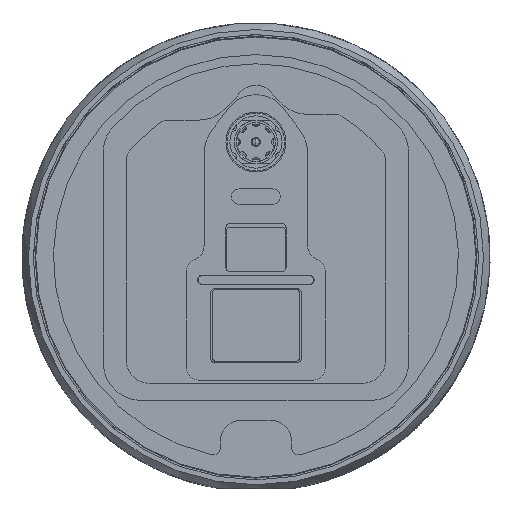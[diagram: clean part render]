
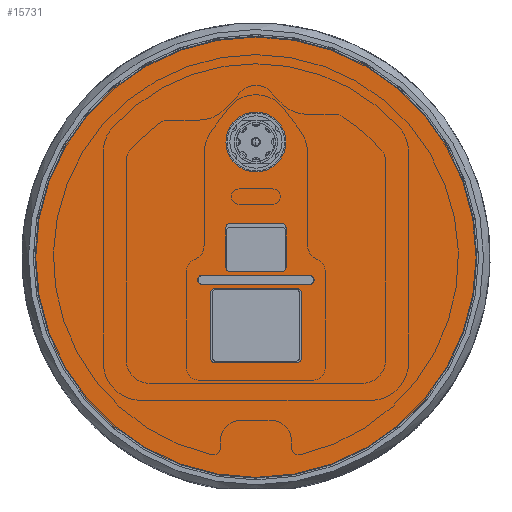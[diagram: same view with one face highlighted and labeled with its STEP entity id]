
A CAD part, top view. The second image highlights one B-rep face of the part: STEP entity #15731.
In plain terms, the highlighted planar face has unit normal (0, 0, 1).
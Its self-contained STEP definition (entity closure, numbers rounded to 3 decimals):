
#820=LINE('',#23617,#2186);
#821=LINE('',#23622,#2187);
#822=LINE('',#23628,#2188);
#823=LINE('',#23632,#2189);
#824=LINE('',#23636,#2190);
#825=LINE('',#23640,#2191);
#826=LINE('',#23644,#2192);
#827=LINE('',#23648,#2193);
#828=LINE('',#23652,#2194);
#829=LINE('',#23656,#2195);
#2186=VECTOR('',#19092,1000.);
#2187=VECTOR('',#19095,1000.);
#2188=VECTOR('',#19100,1000.);
#2189=VECTOR('',#19103,1000.);
#2190=VECTOR('',#19106,1000.);
#2191=VECTOR('',#19109,1000.);
#2192=VECTOR('',#19112,1000.);
#2193=VECTOR('',#19115,1000.);
#2194=VECTOR('',#19118,1000.);
#2195=VECTOR('',#19121,1000.);
#4470=ORIENTED_EDGE('',*,*,#8790,.F.);
#4471=ORIENTED_EDGE('',*,*,#8791,.F.);
#4472=ORIENTED_EDGE('',*,*,#8792,.F.);
#4473=ORIENTED_EDGE('',*,*,#8793,.F.);
#4474=ORIENTED_EDGE('',*,*,#8794,.F.);
#4475=ORIENTED_EDGE('',*,*,#8795,.F.);
#4476=ORIENTED_EDGE('',*,*,#8796,.F.);
#4477=ORIENTED_EDGE('',*,*,#8797,.F.);
#4478=ORIENTED_EDGE('',*,*,#8798,.F.);
#4479=ORIENTED_EDGE('',*,*,#8799,.F.);
#4480=ORIENTED_EDGE('',*,*,#8800,.F.);
#4481=ORIENTED_EDGE('',*,*,#8801,.F.);
#4482=ORIENTED_EDGE('',*,*,#8802,.F.);
#4483=ORIENTED_EDGE('',*,*,#8803,.F.);
#4484=ORIENTED_EDGE('',*,*,#8804,.F.);
#4485=ORIENTED_EDGE('',*,*,#8805,.F.);
#4486=ORIENTED_EDGE('',*,*,#8806,.F.);
#4487=ORIENTED_EDGE('',*,*,#8807,.F.);
#4488=ORIENTED_EDGE('',*,*,#8808,.F.);
#4489=ORIENTED_EDGE('',*,*,#8809,.F.);
#4490=ORIENTED_EDGE('',*,*,#8810,.F.);
#4491=ORIENTED_EDGE('',*,*,#8811,.F.);
#8790=EDGE_CURVE('',#11026,#11026,#12467,.T.);
#8791=EDGE_CURVE('',#11027,#11027,#12468,.T.);
#8792=EDGE_CURVE('',#11028,#11029,#820,.T.);
#8793=EDGE_CURVE('',#11030,#11028,#12469,.T.);
#8794=EDGE_CURVE('',#11031,#11030,#821,.T.);
#8795=EDGE_CURVE('',#11029,#11031,#12470,.T.);
#8796=EDGE_CURVE('',#11032,#11033,#12471,.T.);
#8797=EDGE_CURVE('',#11034,#11032,#822,.T.);
#8798=EDGE_CURVE('',#11035,#11034,#12472,.T.);
#8799=EDGE_CURVE('',#11036,#11035,#823,.T.);
#8800=EDGE_CURVE('',#11037,#11036,#12473,.T.);
#8801=EDGE_CURVE('',#11038,#11037,#824,.T.);
#8802=EDGE_CURVE('',#11039,#11038,#12474,.T.);
#8803=EDGE_CURVE('',#11033,#11039,#825,.T.);
#8804=EDGE_CURVE('',#11040,#11041,#12475,.T.);
#8805=EDGE_CURVE('',#11042,#11040,#826,.T.);
#8806=EDGE_CURVE('',#11043,#11042,#12476,.T.);
#8807=EDGE_CURVE('',#11044,#11043,#827,.T.);
#8808=EDGE_CURVE('',#11045,#11044,#12477,.T.);
#8809=EDGE_CURVE('',#11046,#11045,#828,.T.);
#8810=EDGE_CURVE('',#11047,#11046,#12478,.T.);
#8811=EDGE_CURVE('',#11041,#11047,#829,.T.);
#11026=VERTEX_POINT('',#23614);
#11027=VERTEX_POINT('',#23616);
#11028=VERTEX_POINT('',#23618);
#11029=VERTEX_POINT('',#23619);
#11030=VERTEX_POINT('',#23621);
#11031=VERTEX_POINT('',#23623);
#11032=VERTEX_POINT('',#23626);
#11033=VERTEX_POINT('',#23627);
#11034=VERTEX_POINT('',#23629);
#11035=VERTEX_POINT('',#23631);
#11036=VERTEX_POINT('',#23633);
#11037=VERTEX_POINT('',#23635);
#11038=VERTEX_POINT('',#23637);
#11039=VERTEX_POINT('',#23639);
#11040=VERTEX_POINT('',#23642);
#11041=VERTEX_POINT('',#23643);
#11042=VERTEX_POINT('',#23645);
#11043=VERTEX_POINT('',#23647);
#11044=VERTEX_POINT('',#23649);
#11045=VERTEX_POINT('',#23651);
#11046=VERTEX_POINT('',#23653);
#11047=VERTEX_POINT('',#23655);
#12467=CIRCLE('',#16951,28.78);
#12468=CIRCLE('',#16952,3.9);
#12469=CIRCLE('',#16953,0.6);
#12470=CIRCLE('',#16954,0.6);
#12471=CIRCLE('',#16955,0.6);
#12472=CIRCLE('',#16956,0.6);
#12473=CIRCLE('',#16957,0.6);
#12474=CIRCLE('',#16958,0.6);
#12475=CIRCLE('',#16959,0.6);
#12476=CIRCLE('',#16960,0.6);
#12477=CIRCLE('',#16961,0.6);
#12478=CIRCLE('',#16962,0.6);
#13079=EDGE_LOOP('',(#4470));
#13080=EDGE_LOOP('',(#4471));
#13081=EDGE_LOOP('',(#4472,#4473,#4474,#4475));
#13082=EDGE_LOOP('',(#4476,#4477,#4478,#4479,#4480,#4481,#4482,#4483));
#13083=EDGE_LOOP('',(#4484,#4485,#4486,#4487,#4488,#4489,#4490,#4491));
#14183=FACE_BOUND('',#13079,.T.);
#14184=FACE_BOUND('',#13080,.T.);
#14185=FACE_BOUND('',#13081,.T.);
#14186=FACE_BOUND('',#13082,.T.);
#14187=FACE_BOUND('',#13083,.T.);
#15149=PLANE('',#16950);
#15731=ADVANCED_FACE('',(#14183,#14184,#14185,#14186,#14187),#15149,.T.);
#16950=AXIS2_PLACEMENT_3D('',#23612,#19086,#19087);
#16951=AXIS2_PLACEMENT_3D('',#23613,#19088,#19089);
#16952=AXIS2_PLACEMENT_3D('',#23615,#19090,#19091);
#16953=AXIS2_PLACEMENT_3D('',#23620,#19093,#19094);
#16954=AXIS2_PLACEMENT_3D('',#23624,#19096,#19097);
#16955=AXIS2_PLACEMENT_3D('',#23625,#19098,#19099);
#16956=AXIS2_PLACEMENT_3D('',#23630,#19101,#19102);
#16957=AXIS2_PLACEMENT_3D('',#23634,#19104,#19105);
#16958=AXIS2_PLACEMENT_3D('',#23638,#19107,#19108);
#16959=AXIS2_PLACEMENT_3D('',#23641,#19110,#19111);
#16960=AXIS2_PLACEMENT_3D('',#23646,#19113,#19114);
#16961=AXIS2_PLACEMENT_3D('',#23650,#19116,#19117);
#16962=AXIS2_PLACEMENT_3D('',#23654,#19119,#19120);
#19086=DIRECTION('',(0.,0.,1.));
#19087=DIRECTION('',(1.,0.,0.));
#19088=DIRECTION('',(0.,0.,-1.));
#19089=DIRECTION('',(1.,0.,0.));
#19090=DIRECTION('',(0.,0.,1.));
#19091=DIRECTION('',(1.,0.,0.));
#19092=DIRECTION('',(-1.,0.,0.));
#19093=DIRECTION('',(0.,0.,1.));
#19094=DIRECTION('',(0.,-1.,0.));
#19095=DIRECTION('',(1.,0.,0.));
#19096=DIRECTION('',(0.,0.,1.));
#19097=DIRECTION('',(0.,1.,0.));
#19098=DIRECTION('',(0.,0.,1.));
#19099=DIRECTION('',(1.,0.,0.));
#19100=DIRECTION('',(0.,1.,0.));
#19101=DIRECTION('',(0.,0.,1.));
#19102=DIRECTION('',(0.,-1.,0.));
#19103=DIRECTION('',(1.,0.,0.));
#19104=DIRECTION('',(0.,0.,1.));
#19105=DIRECTION('',(-1.,0.,0.));
#19106=DIRECTION('',(0.,-1.,0.));
#19107=DIRECTION('',(0.,0.,1.));
#19108=DIRECTION('',(0.,1.,0.));
#19109=DIRECTION('',(-1.,0.,0.));
#19110=DIRECTION('',(0.,0.,1.));
#19111=DIRECTION('',(0.,-1.,0.));
#19112=DIRECTION('',(1.,0.,0.));
#19113=DIRECTION('',(0.,0.,1.));
#19114=DIRECTION('',(-1.,0.,0.));
#19115=DIRECTION('',(0.,-1.,0.));
#19116=DIRECTION('',(0.,0.,1.));
#19117=DIRECTION('',(0.,1.,0.));
#19118=DIRECTION('',(-1.,0.,0.));
#19119=DIRECTION('',(0.,0.,1.));
#19120=DIRECTION('',(1.,0.,0.));
#19121=DIRECTION('',(0.,1.,0.));
#23612=CARTESIAN_POINT('',(0.,0.,-0.6));
#23613=CARTESIAN_POINT('',(0.,0.,-0.6));
#23614=CARTESIAN_POINT('',(28.78,0.,-0.6));
#23615=CARTESIAN_POINT('',(0.,15.,-0.6));
#23616=CARTESIAN_POINT('',(3.9,15.,-0.6));
#23617=CARTESIAN_POINT('',(7.,-2.37,-0.6));
#23618=CARTESIAN_POINT('',(7.,-2.37,-0.6));
#23619=CARTESIAN_POINT('',(-7.,-2.37,-0.6));
#23620=CARTESIAN_POINT('',(7.,-2.97,-0.6));
#23621=CARTESIAN_POINT('',(7.,-3.57,-0.6));
#23622=CARTESIAN_POINT('',(-7.,-3.57,-0.6));
#23623=CARTESIAN_POINT('',(-7.,-3.57,-0.6));
#23624=CARTESIAN_POINT('',(-7.,-2.97,-0.6));
#23625=CARTESIAN_POINT('',(3.323,3.804,-0.6));
#23626=CARTESIAN_POINT('',(3.923,3.804,-0.6));
#23627=CARTESIAN_POINT('',(3.323,4.404,-0.6));
#23628=CARTESIAN_POINT('',(3.923,-1.304,-0.6));
#23629=CARTESIAN_POINT('',(3.923,-1.304,-0.6));
#23630=CARTESIAN_POINT('',(3.323,-1.304,-0.6));
#23631=CARTESIAN_POINT('',(3.323,-1.904,-0.6));
#23632=CARTESIAN_POINT('',(-3.323,-1.904,-0.6));
#23633=CARTESIAN_POINT('',(-3.323,-1.904,-0.6));
#23634=CARTESIAN_POINT('',(-3.323,-1.304,-0.6));
#23635=CARTESIAN_POINT('',(-3.923,-1.304,-0.6));
#23636=CARTESIAN_POINT('',(-3.923,3.804,-0.6));
#23637=CARTESIAN_POINT('',(-3.923,3.804,-0.6));
#23638=CARTESIAN_POINT('',(-3.323,3.804,-0.6));
#23639=CARTESIAN_POINT('',(-3.323,4.404,-0.6));
#23640=CARTESIAN_POINT('',(3.323,4.404,-0.6));
#23641=CARTESIAN_POINT('',(5.311,-13.185,-0.6));
#23642=CARTESIAN_POINT('',(5.311,-13.785,-0.6));
#23643=CARTESIAN_POINT('',(5.911,-13.185,-0.6));
#23644=CARTESIAN_POINT('',(-5.311,-13.785,-0.6));
#23645=CARTESIAN_POINT('',(-5.311,-13.785,-0.6));
#23646=CARTESIAN_POINT('',(-5.311,-13.185,-0.6));
#23647=CARTESIAN_POINT('',(-5.911,-13.185,-0.6));
#23648=CARTESIAN_POINT('',(-5.911,-4.682,-0.6));
#23649=CARTESIAN_POINT('',(-5.911,-4.682,-0.6));
#23650=CARTESIAN_POINT('',(-5.311,-4.682,-0.6));
#23651=CARTESIAN_POINT('',(-5.311,-4.082,-0.6));
#23652=CARTESIAN_POINT('',(5.311,-4.082,-0.6));
#23653=CARTESIAN_POINT('',(5.311,-4.082,-0.6));
#23654=CARTESIAN_POINT('',(5.311,-4.682,-0.6));
#23655=CARTESIAN_POINT('',(5.911,-4.682,-0.6));
#23656=CARTESIAN_POINT('',(5.911,-13.185,-0.6));
